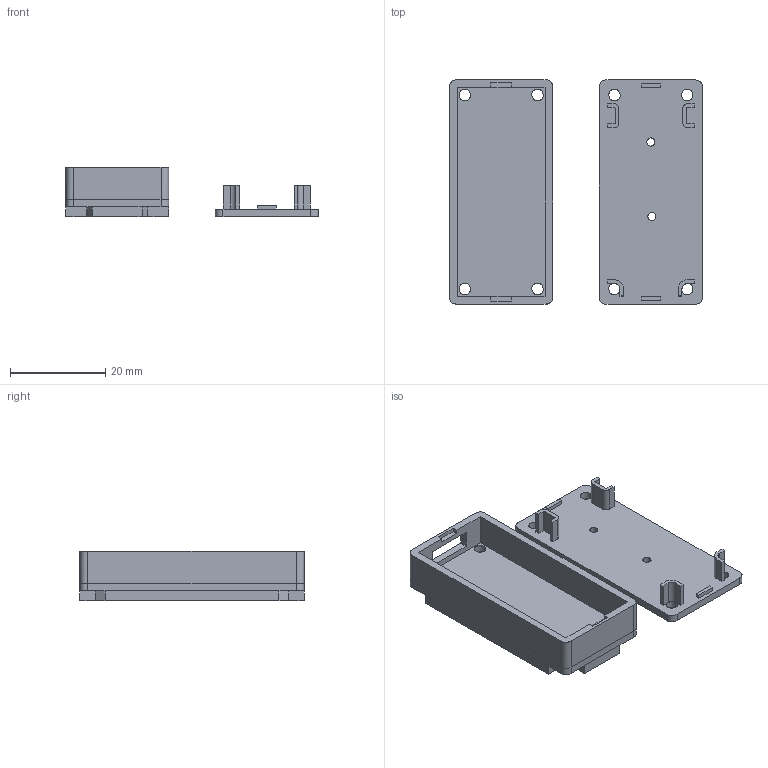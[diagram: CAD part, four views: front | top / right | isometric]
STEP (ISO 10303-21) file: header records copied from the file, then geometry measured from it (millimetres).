
FILE_DESCRIPTION(/* description */ (''),/* implementation_level */ '2;1');
FILE_NAME(/* name */ 'NANOEN~1',/* time_stamp */ '2022-04-25T15:05:44+02:00',/* author */ (''),/* organization */ (''),/* preprocessor_version */ 'ST-DEVELOPER v15',/* originating_system */ '',/* authorisation */ '');
FILE_SCHEMA (('AUTOMOTIVE_DESIGN'));
Length unit declared in the file: millimetre
Products named in the file (1): Document
Bounding box: 52.95 x 46.98 x 10.4 mm (x, y, z)
Volume: 6498.6 mm3; surface area: 6813.4 mm2
Topology: 2 solids, 2 shells, 144 faces, 385 edges, 250 vertices
Faces by surface type: bspline 80, plane 64
Entity records: 4498 total; most frequent: CARTESIAN_POINT 2150, ORIENTED_EDGE 770, EDGE_CURVE 385, VERTEX_POINT 250, B_SPLINE_CURVE_WITH_KNOTS 217, EDGE_LOOP 171, ADVANCED_FACE 144, FACE_OUTER_BOUND 144
